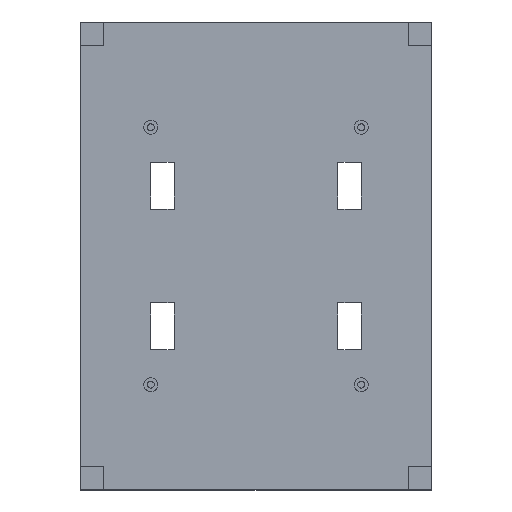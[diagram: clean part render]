
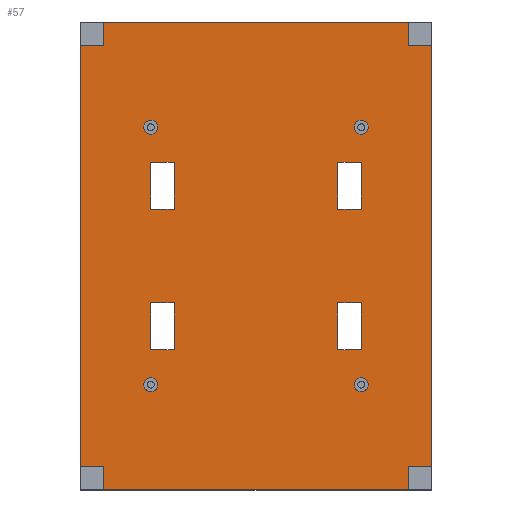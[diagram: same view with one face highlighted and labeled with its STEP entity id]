
A CAD part, top view. The second image highlights one B-rep face of the part: STEP entity #57.
In plain terms, the highlighted planar face has unit normal (0, 0, 1).
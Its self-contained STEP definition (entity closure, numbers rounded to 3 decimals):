
#57=ADVANCED_FACE('',(#131,#133,#135,#137,#139,#141,#143,#145,#147),#149,.T.);
#131=FACE_BOUND('',#132,.T.);
#132=EDGE_LOOP('',(#505,#506,#507,#508,#509,#510,#511,#512,#513,#514,#515,#516));
#133=FACE_BOUND('',#134,.T.);
#134=EDGE_LOOP('',(#517));
#135=FACE_BOUND('',#136,.T.);
#136=EDGE_LOOP('',(#518));
#137=FACE_BOUND('',#138,.T.);
#138=EDGE_LOOP('',(#519));
#139=FACE_BOUND('',#140,.T.);
#140=EDGE_LOOP('',(#520));
#141=FACE_BOUND('',#142,.T.);
#142=EDGE_LOOP('',(#521,#522,#523,#524));
#143=FACE_BOUND('',#144,.T.);
#144=EDGE_LOOP('',(#525,#526,#527,#528));
#145=FACE_BOUND('',#146,.T.);
#146=EDGE_LOOP('',(#529,#530,#531,#532));
#147=FACE_BOUND('',#148,.T.);
#148=EDGE_LOOP('',(#533,#534,#535,#536));
#149=PLANE('',#150);
#150=AXIS2_PLACEMENT_3D('',#151,#152,#153);
#151=CARTESIAN_POINT('',(0.,0.,3.));
#152=DIRECTION('',(0.,0.,1.));
#153=DIRECTION('',(-1.,0.,0.));
#505=ORIENTED_EDGE('',*,*,#729,.F.);
#506=ORIENTED_EDGE('',*,*,#730,.T.);
#507=ORIENTED_EDGE('',*,*,#731,.F.);
#508=ORIENTED_EDGE('',*,*,#732,.F.);
#509=ORIENTED_EDGE('',*,*,#733,.T.);
#510=ORIENTED_EDGE('',*,*,#734,.F.);
#511=ORIENTED_EDGE('',*,*,#735,.F.);
#512=ORIENTED_EDGE('',*,*,#736,.T.);
#513=ORIENTED_EDGE('',*,*,#737,.F.);
#514=ORIENTED_EDGE('',*,*,#738,.F.);
#515=ORIENTED_EDGE('',*,*,#739,.T.);
#516=ORIENTED_EDGE('',*,*,#740,.F.);
#517=ORIENTED_EDGE('',*,*,#741,.F.);
#518=ORIENTED_EDGE('',*,*,#742,.F.);
#519=ORIENTED_EDGE('',*,*,#743,.F.);
#520=ORIENTED_EDGE('',*,*,#744,.F.);
#521=ORIENTED_EDGE('',*,*,#745,.T.);
#522=ORIENTED_EDGE('',*,*,#746,.T.);
#523=ORIENTED_EDGE('',*,*,#747,.T.);
#524=ORIENTED_EDGE('',*,*,#748,.T.);
#525=ORIENTED_EDGE('',*,*,#749,.T.);
#526=ORIENTED_EDGE('',*,*,#750,.T.);
#527=ORIENTED_EDGE('',*,*,#751,.T.);
#528=ORIENTED_EDGE('',*,*,#752,.T.);
#529=ORIENTED_EDGE('',*,*,#753,.T.);
#530=ORIENTED_EDGE('',*,*,#754,.T.);
#531=ORIENTED_EDGE('',*,*,#755,.T.);
#532=ORIENTED_EDGE('',*,*,#756,.T.);
#533=ORIENTED_EDGE('',*,*,#757,.T.);
#534=ORIENTED_EDGE('',*,*,#758,.T.);
#535=ORIENTED_EDGE('',*,*,#759,.T.);
#536=ORIENTED_EDGE('',*,*,#760,.T.);
#729=EDGE_CURVE('',#845,#846,#847,.T.);
#730=EDGE_CURVE('',#845,#848,#849,.T.);
#731=EDGE_CURVE('',#850,#848,#851,.T.);
#732=EDGE_CURVE('',#852,#850,#853,.T.);
#733=EDGE_CURVE('',#852,#854,#855,.T.);
#734=EDGE_CURVE('',#856,#854,#857,.T.);
#735=EDGE_CURVE('',#858,#856,#859,.T.);
#736=EDGE_CURVE('',#858,#860,#861,.T.);
#737=EDGE_CURVE('',#862,#860,#863,.T.);
#738=EDGE_CURVE('',#864,#862,#865,.T.);
#739=EDGE_CURVE('',#864,#866,#867,.T.);
#740=EDGE_CURVE('',#846,#866,#868,.T.);
#741=EDGE_CURVE('',#869,#869,#870,.T.);
#742=EDGE_CURVE('',#871,#871,#872,.T.);
#743=EDGE_CURVE('',#873,#873,#874,.T.);
#744=EDGE_CURVE('',#875,#875,#876,.T.);
#745=EDGE_CURVE('',#877,#878,#879,.F.);
#746=EDGE_CURVE('',#878,#880,#881,.F.);
#747=EDGE_CURVE('',#880,#882,#883,.F.);
#748=EDGE_CURVE('',#882,#877,#884,.F.);
#749=EDGE_CURVE('',#885,#886,#887,.F.);
#750=EDGE_CURVE('',#886,#888,#889,.F.);
#751=EDGE_CURVE('',#888,#890,#891,.F.);
#752=EDGE_CURVE('',#890,#885,#892,.F.);
#753=EDGE_CURVE('',#893,#894,#895,.F.);
#754=EDGE_CURVE('',#894,#896,#897,.F.);
#755=EDGE_CURVE('',#896,#898,#899,.F.);
#756=EDGE_CURVE('',#898,#893,#900,.F.);
#757=EDGE_CURVE('',#901,#902,#903,.F.);
#758=EDGE_CURVE('',#902,#904,#905,.F.);
#759=EDGE_CURVE('',#904,#906,#907,.F.);
#760=EDGE_CURVE('',#906,#901,#908,.F.);
#845=VERTEX_POINT('',#1049);
#846=VERTEX_POINT('',#1050);
#847=LINE('',#1051,#1052);
#848=VERTEX_POINT('',#1054);
#849=LINE('',#1055,#1056);
#850=VERTEX_POINT('',#1058);
#851=LINE('',#1059,#1060);
#852=VERTEX_POINT('',#1062);
#853=LINE('',#1063,#1064);
#854=VERTEX_POINT('',#1066);
#855=LINE('',#1067,#1068);
#856=VERTEX_POINT('',#1070);
#857=LINE('',#1071,#1072);
#858=VERTEX_POINT('',#1074);
#859=LINE('',#1075,#1076);
#860=VERTEX_POINT('',#1078);
#861=LINE('',#1079,#1080);
#862=VERTEX_POINT('',#1082);
#863=LINE('',#1083,#1084);
#864=VERTEX_POINT('',#1086);
#865=LINE('',#1087,#1088);
#866=VERTEX_POINT('',#1090);
#867=LINE('',#1091,#1092);
#868=LINE('',#1094,#1095);
#869=VERTEX_POINT('',#1097);
#870=CIRCLE('',#1098,3.);
#871=VERTEX_POINT('',#1102);
#872=CIRCLE('',#1103,3.);
#873=VERTEX_POINT('',#1107);
#874=CIRCLE('',#1108,3.);
#875=VERTEX_POINT('',#1112);
#876=CIRCLE('',#1113,3.);
#877=VERTEX_POINT('',#1117);
#878=VERTEX_POINT('',#1118);
#879=LINE('',#1119,#1120);
#880=VERTEX_POINT('',#1122);
#881=LINE('',#1123,#1124);
#882=VERTEX_POINT('',#1126);
#883=LINE('',#1127,#1128);
#884=LINE('',#1130,#1131);
#885=VERTEX_POINT('',#1133);
#886=VERTEX_POINT('',#1134);
#887=LINE('',#1135,#1136);
#888=VERTEX_POINT('',#1138);
#889=LINE('',#1139,#1140);
#890=VERTEX_POINT('',#1142);
#891=LINE('',#1143,#1144);
#892=LINE('',#1146,#1147);
#893=VERTEX_POINT('',#1149);
#894=VERTEX_POINT('',#1150);
#895=LINE('',#1151,#1152);
#896=VERTEX_POINT('',#1154);
#897=LINE('',#1155,#1156);
#898=VERTEX_POINT('',#1158);
#899=LINE('',#1159,#1160);
#900=LINE('',#1162,#1163);
#901=VERTEX_POINT('',#1165);
#902=VERTEX_POINT('',#1166);
#903=LINE('',#1167,#1168);
#904=VERTEX_POINT('',#1170);
#905=LINE('',#1171,#1172);
#906=VERTEX_POINT('',#1174);
#907=LINE('',#1175,#1176);
#908=LINE('',#1178,#1179);
#1049=CARTESIAN_POINT('',(-65.,-100.,3.));
#1050=CARTESIAN_POINT('',(-65.,-90.,3.));
#1051=CARTESIAN_POINT('',(-65.,-100.,3.));
#1052=VECTOR('',#1053,1.);
#1053=DIRECTION('',(0.,1.,0.));
#1054=CARTESIAN_POINT('',(65.,-100.,3.));
#1055=CARTESIAN_POINT('',(-65.,-100.,3.));
#1056=VECTOR('',#1057,1.);
#1057=DIRECTION('',(1.,0.,0.));
#1058=CARTESIAN_POINT('',(65.,-90.,3.));
#1059=CARTESIAN_POINT('',(65.,-90.,3.));
#1060=VECTOR('',#1061,1.);
#1061=DIRECTION('',(0.,-1.,0.));
#1062=CARTESIAN_POINT('',(75.,-90.,3.));
#1063=CARTESIAN_POINT('',(75.,-90.,3.));
#1064=VECTOR('',#1065,1.);
#1065=DIRECTION('',(-1.,0.,0.));
#1066=CARTESIAN_POINT('',(75.,90.,3.));
#1067=CARTESIAN_POINT('',(75.,-90.,3.));
#1068=VECTOR('',#1069,1.);
#1069=DIRECTION('',(0.,1.,0.));
#1070=CARTESIAN_POINT('',(65.,90.,3.));
#1071=CARTESIAN_POINT('',(65.,90.,3.));
#1072=VECTOR('',#1073,1.);
#1073=DIRECTION('',(1.,0.,0.));
#1074=CARTESIAN_POINT('',(65.,100.,3.));
#1075=CARTESIAN_POINT('',(65.,100.,3.));
#1076=VECTOR('',#1077,1.);
#1077=DIRECTION('',(0.,-1.,0.));
#1078=CARTESIAN_POINT('',(-65.,100.,3.));
#1079=CARTESIAN_POINT('',(65.,100.,3.));
#1080=VECTOR('',#1081,1.);
#1081=DIRECTION('',(-1.,0.,0.));
#1082=CARTESIAN_POINT('',(-65.,90.,3.));
#1083=CARTESIAN_POINT('',(-65.,90.,3.));
#1084=VECTOR('',#1085,1.);
#1085=DIRECTION('',(0.,1.,0.));
#1086=CARTESIAN_POINT('',(-75.,90.,3.));
#1087=CARTESIAN_POINT('',(-75.,90.,3.));
#1088=VECTOR('',#1089,1.);
#1089=DIRECTION('',(1.,0.,0.));
#1090=CARTESIAN_POINT('',(-75.,-90.,3.));
#1091=CARTESIAN_POINT('',(-75.,90.,3.));
#1092=VECTOR('',#1093,1.);
#1093=DIRECTION('',(0.,-1.,0.));
#1094=CARTESIAN_POINT('',(-65.,-90.,3.));
#1095=VECTOR('',#1096,1.);
#1096=DIRECTION('',(-1.,0.,0.));
#1097=CARTESIAN_POINT('',(45.,-52.,3.));
#1098=AXIS2_PLACEMENT_3D('',#1099,#1100,#1101);
#1099=CARTESIAN_POINT('',(45.,-55.,3.));
#1100=DIRECTION('',(0.,0.,1.));
#1101=DIRECTION('',(0.,1.,0.));
#1102=CARTESIAN_POINT('',(-45.,-52.,3.));
#1103=AXIS2_PLACEMENT_3D('',#1104,#1105,#1106);
#1104=CARTESIAN_POINT('',(-45.,-55.,3.));
#1105=DIRECTION('',(0.,0.,1.));
#1106=DIRECTION('',(0.,1.,0.));
#1107=CARTESIAN_POINT('',(-45.,52.,3.));
#1108=AXIS2_PLACEMENT_3D('',#1109,#1110,#1111);
#1109=CARTESIAN_POINT('',(-45.,55.,3.));
#1110=DIRECTION('',(0.,0.,1.));
#1111=DIRECTION('',(0.,-1.,0.));
#1112=CARTESIAN_POINT('',(45.,52.,3.));
#1113=AXIS2_PLACEMENT_3D('',#1114,#1115,#1116);
#1114=CARTESIAN_POINT('',(45.,55.,3.));
#1115=DIRECTION('',(0.,0.,1.));
#1116=DIRECTION('',(0.,-1.,0.));
#1117=CARTESIAN_POINT('',(45.,-20.,3.));
#1118=CARTESIAN_POINT('',(45.,-40.,3.));
#1119=CARTESIAN_POINT('',(45.,-40.,3.));
#1120=VECTOR('',#1121,1.);
#1121=DIRECTION('',(0.,1.,0.));
#1122=CARTESIAN_POINT('',(35.,-40.,3.));
#1123=CARTESIAN_POINT('',(35.,-40.,3.));
#1124=VECTOR('',#1125,1.);
#1125=DIRECTION('',(1.,0.,0.));
#1126=CARTESIAN_POINT('',(35.,-20.,3.));
#1127=CARTESIAN_POINT('',(35.,-20.,3.));
#1128=VECTOR('',#1129,1.);
#1129=DIRECTION('',(0.,-1.,0.));
#1130=CARTESIAN_POINT('',(45.,-20.,3.));
#1131=VECTOR('',#1132,1.);
#1132=DIRECTION('',(-1.,0.,0.));
#1133=CARTESIAN_POINT('',(-35.,-20.,3.));
#1134=CARTESIAN_POINT('',(-35.,-40.,3.));
#1135=CARTESIAN_POINT('',(-35.,-40.,3.));
#1136=VECTOR('',#1137,1.);
#1137=DIRECTION('',(0.,1.,0.));
#1138=CARTESIAN_POINT('',(-45.,-40.,3.));
#1139=CARTESIAN_POINT('',(-45.,-40.,3.));
#1140=VECTOR('',#1141,1.);
#1141=DIRECTION('',(1.,0.,0.));
#1142=CARTESIAN_POINT('',(-45.,-20.,3.));
#1143=CARTESIAN_POINT('',(-45.,-20.,3.));
#1144=VECTOR('',#1145,1.);
#1145=DIRECTION('',(0.,-1.,0.));
#1146=CARTESIAN_POINT('',(-35.,-20.,3.));
#1147=VECTOR('',#1148,1.);
#1148=DIRECTION('',(-1.,0.,0.));
#1149=CARTESIAN_POINT('',(-45.,20.,3.));
#1150=CARTESIAN_POINT('',(-45.,40.,3.));
#1151=CARTESIAN_POINT('',(-45.,40.,3.));
#1152=VECTOR('',#1153,1.);
#1153=DIRECTION('',(0.,-1.,0.));
#1154=CARTESIAN_POINT('',(-35.,40.,3.));
#1155=CARTESIAN_POINT('',(-35.,40.,3.));
#1156=VECTOR('',#1157,1.);
#1157=DIRECTION('',(-1.,0.,0.));
#1158=CARTESIAN_POINT('',(-35.,20.,3.));
#1159=CARTESIAN_POINT('',(-35.,20.,3.));
#1160=VECTOR('',#1161,1.);
#1161=DIRECTION('',(0.,1.,0.));
#1162=CARTESIAN_POINT('',(-45.,20.,3.));
#1163=VECTOR('',#1164,1.);
#1164=DIRECTION('',(1.,0.,0.));
#1165=CARTESIAN_POINT('',(35.,20.,3.));
#1166=CARTESIAN_POINT('',(35.,40.,3.));
#1167=CARTESIAN_POINT('',(35.,40.,3.));
#1168=VECTOR('',#1169,1.);
#1169=DIRECTION('',(0.,-1.,0.));
#1170=CARTESIAN_POINT('',(45.,40.,3.));
#1171=CARTESIAN_POINT('',(45.,40.,3.));
#1172=VECTOR('',#1173,1.);
#1173=DIRECTION('',(-1.,0.,0.));
#1174=CARTESIAN_POINT('',(45.,20.,3.));
#1175=CARTESIAN_POINT('',(45.,20.,3.));
#1176=VECTOR('',#1177,1.);
#1177=DIRECTION('',(0.,1.,0.));
#1178=CARTESIAN_POINT('',(35.,20.,3.));
#1179=VECTOR('',#1180,1.);
#1180=DIRECTION('',(1.,0.,0.));
